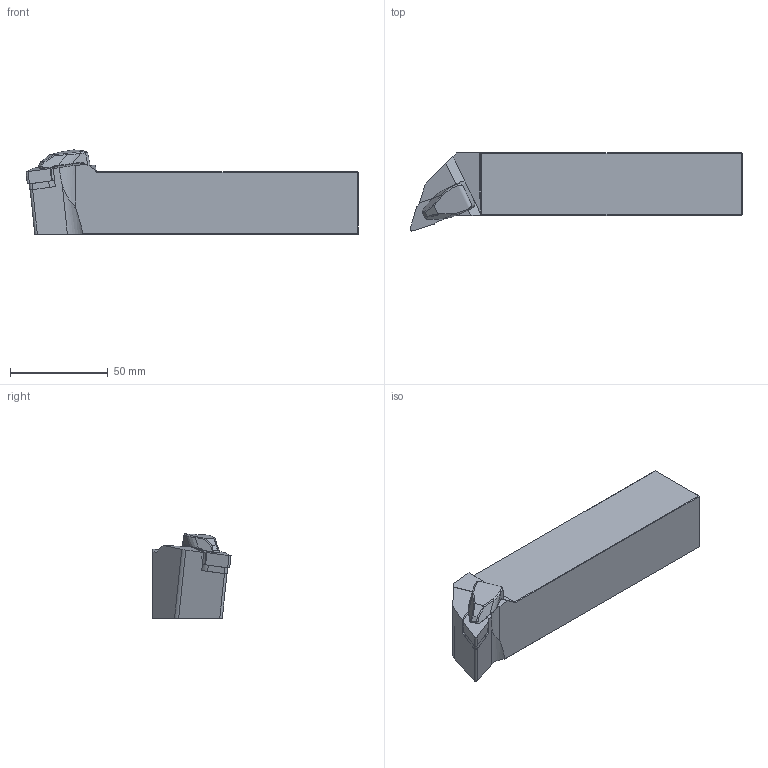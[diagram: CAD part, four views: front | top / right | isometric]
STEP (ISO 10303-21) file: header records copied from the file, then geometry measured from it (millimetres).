
FILE_DESCRIPTION(/* description */ (''),/* implementation_level */ '2;1');
FILE_NAME(/* name */ 'TDHNR-3232-P15.stp',/* time_stamp */ '2023-10-13T13:39:17+03:00',/* author */ (''),/* organization */ (''),/* preprocessor_version */ 'ST-DEVELOPER v19.4',/* originating_system */ 'SIEMENS PLM Software NX2306.3001',/* authorisation */ '');
FILE_SCHEMA (('AUTOMOTIVE_DESIGN { 1 0 10303 214 3 1 1 1 }'));
Length unit declared in the file: millimetre
Products named in the file (1): TDHNR-3232-P15
Bounding box: 170 x 40 x 43.12 mm (x, y, z)
Volume: 168125.3 mm3; surface area: 24704.9 mm2
Topology: 2 solids, 2 shells, 136 faces, 340 edges, 207 vertices
Faces by surface type: plane 59, cylinder 52, bspline 19, cone 2, torus 2, sphere 2
Full cylindrical faces by diameter (mm): 4.4 x1, 6.4 x1
Entity records: 4469 total; most frequent: CARTESIAN_POINT 1239, DIRECTION 683, ORIENTED_EDGE 666, EDGE_CURVE 333, AXIS2_PLACEMENT_3D 249, VERTEX_POINT 207, LINE 185, VECTOR 185
